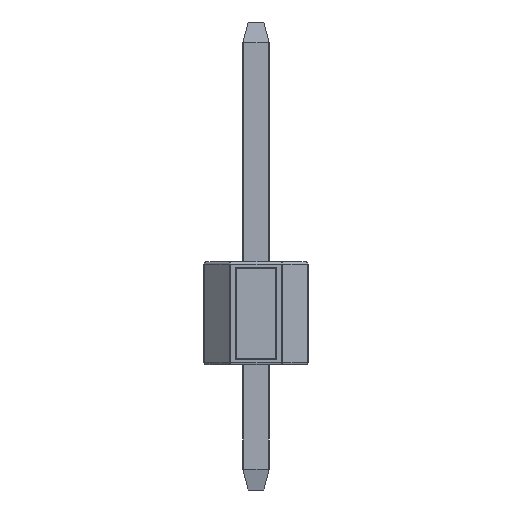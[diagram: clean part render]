
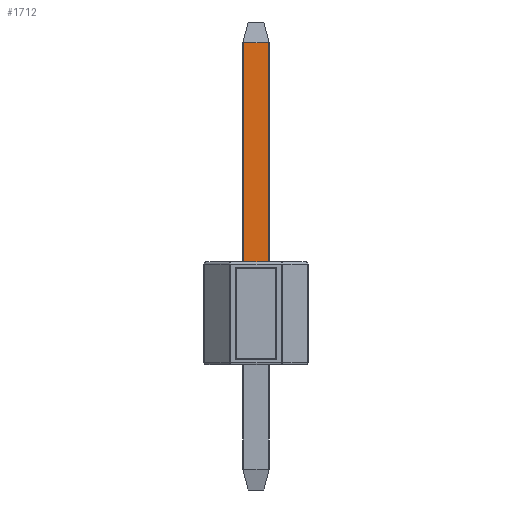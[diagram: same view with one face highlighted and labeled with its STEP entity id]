
A CAD part, left-side view. The second image highlights one B-rep face of the part: STEP entity #1712.
In plain terms, the highlighted planar face has unit normal (-1, 0, 0).
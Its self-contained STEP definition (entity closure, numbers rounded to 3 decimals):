
#363=FACE_OUTER_BOUND('',#457,.T.);
#457=EDGE_LOOP('',(#1402,#1403,#1404,#1405));
#566=LINE('',#2822,#706);
#589=LINE('',#2870,#729);
#590=LINE('',#2872,#730);
#591=LINE('',#2873,#731);
#706=VECTOR('',#2310,10.);
#729=VECTOR('',#2361,10.);
#730=VECTOR('',#2362,10.);
#731=VECTOR('',#2363,10.);
#770=VERTEX_POINT('',#2563);
#773=VERTEX_POINT('',#2570);
#852=VERTEX_POINT('',#2869);
#853=VERTEX_POINT('',#2871);
#1022=EDGE_CURVE('',#773,#770,#566,.T.);
#1045=EDGE_CURVE('',#852,#770,#589,.T.);
#1046=EDGE_CURVE('',#853,#852,#590,.T.);
#1047=EDGE_CURVE('',#773,#853,#591,.T.);
#1402=ORIENTED_EDGE('',*,*,#1022,.T.);
#1403=ORIENTED_EDGE('',*,*,#1045,.F.);
#1404=ORIENTED_EDGE('',*,*,#1046,.F.);
#1405=ORIENTED_EDGE('',*,*,#1047,.F.);
#1535=PLANE('',#1912);
#1712=ADVANCED_FACE('',(#363),#1535,.T.);
#1912=AXIS2_PLACEMENT_3D('',#2868,#2359,#2360);
#2310=DIRECTION('',(0.,-1.,0.));
#2359=DIRECTION('center_axis',(-1.,0.,0.));
#2360=DIRECTION('ref_axis',(0.,0.,1.));
#2361=DIRECTION('',(0.,0.,-1.));
#2362=DIRECTION('',(0.,-1.,0.));
#2363=DIRECTION('',(0.,0.,1.));
#2563=CARTESIAN_POINT('',(-0.32,-0.297,2.5));
#2570=CARTESIAN_POINT('',(-0.32,0.292,2.5));
#2822=CARTESIAN_POINT('',(-0.32,-0.003,2.5));
#2868=CARTESIAN_POINT('Origin',(-0.32,-0.003,2.645));
#2869=CARTESIAN_POINT('',(-0.32,-0.297,7.832));
#2870=CARTESIAN_POINT('',(-0.32,-0.297,5.493));
#2871=CARTESIAN_POINT('',(-0.32,0.292,7.832));
#2872=CARTESIAN_POINT('',(-0.32,0.158,7.832));
#2873=CARTESIAN_POINT('',(-0.32,0.292,-0.202));
